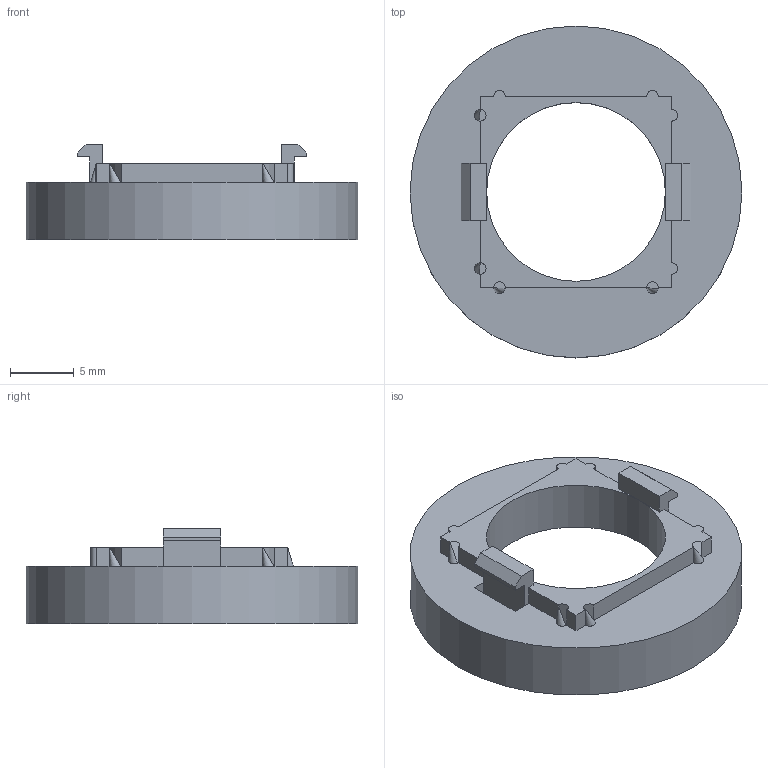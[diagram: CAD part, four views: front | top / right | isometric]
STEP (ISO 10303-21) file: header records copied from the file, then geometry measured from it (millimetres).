
FILE_DESCRIPTION(('FreeCAD Model'),'2;1');
FILE_NAME('Open CASCADE Shape Model','2021-04-23T19:13:07',('Author'),( ''),'Open CASCADE STEP processor 7.5','FreeCAD','Unknown');
FILE_SCHEMA(('AUTOMOTIVE_DESIGN { 1 0 10303 214 1 1 1 1 }'));
Length unit declared in the file: millimetre
Products named in the file (1): Chamfer
Bounding box: 26 x 26 x 7.5 mm (x, y, z)
Volume: 1287.6 mm3; surface area: 1625.9 mm2
Topology: 1 solids, 1 shells, 52 faces, 155 edges, 100 vertices
Faces by surface type: plane 41, cylinder 11
Full cylindrical faces by diameter (mm): 0.9 x4, 14 x1, 23 x1, 26 x1
Entity records: 3989 total; most frequent: CARTESIAN_POINT 1165, DIRECTION 456, ORIENTED_EDGE 302, PCURVE 302, DEFINITIONAL_REPRESENTATION 302, LINE 278, VECTOR 278, EDGE_CURVE 151
